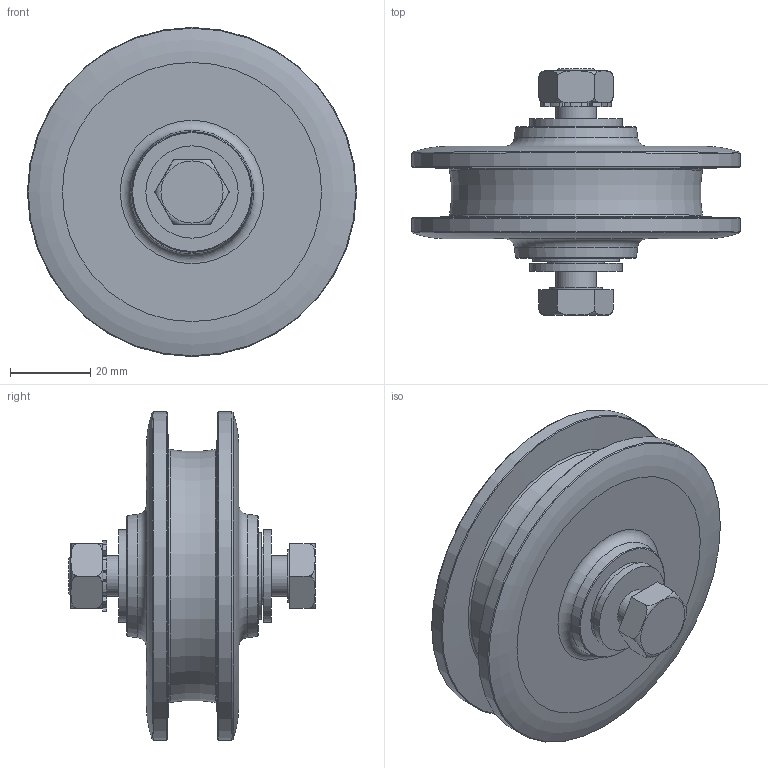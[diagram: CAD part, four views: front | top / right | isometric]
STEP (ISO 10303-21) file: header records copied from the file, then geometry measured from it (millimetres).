
FILE_DESCRIPTION(/* description */ (''),/* implementation_level */ '2;1');
FILE_NAME(/* name */ '1002F.stp',/* time_stamp */ '2024-10-25T09:53:36+02:00',/* author */ ('Giuliano'),/* organization */ (''),/* preprocessor_version */ 'ST-DEVELOPER v18.1',/* originating_system */ 'Autodesk Inventor 2021',/* authorisation */ '');
FILE_SCHEMA (('AUTOMOTIVE_DESIGN { 1 0 10303 214 3 1 1 }'));
Length unit declared in the file: millimetre
Products named in the file (1): Pièce1
Bounding box: 82 x 61.4 x 82 mm (x, y, z)
Volume: 102731.7 mm3; surface area: 35370.4 mm2
Topology: 11 solids, 12 shells, 229 faces, 581 edges, 372 vertices
Faces by surface type: plane 117, cylinder 91, cone 11, torus 10
Full cylindrical faces by diameter (mm): 4 x9, 10 x3, 10.2 x1, 10.4 x1, 13 x1, 14 x1, 14.2 x1, 16.8 x1, 21.6 x1, 22.2 x1, 23 x2, 82 x2
Entity records: 7390 total; most frequent: CARTESIAN_POINT 1573, DIRECTION 1301, ORIENTED_EDGE 1162, EDGE_CURVE 581, AXIS2_PLACEMENT_3D 510, VERTEX_POINT 372, LINE 281, VECTOR 281
